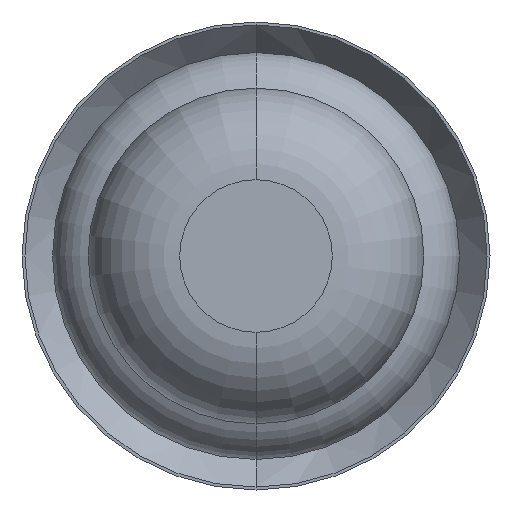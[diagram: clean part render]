
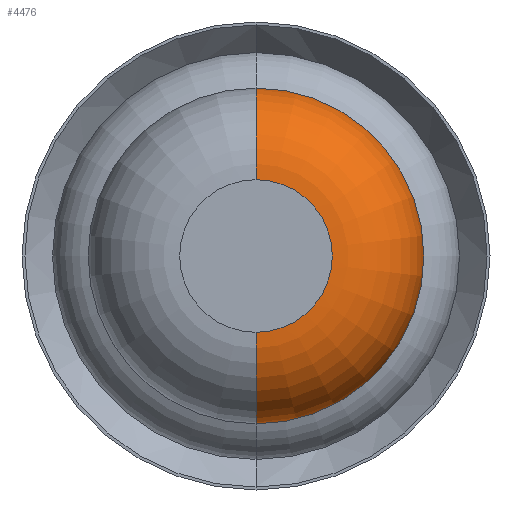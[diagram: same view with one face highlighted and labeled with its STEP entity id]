
A CAD part, front view. The second image highlights one B-rep face of the part: STEP entity #4476.
In plain terms, the highlighted toroidal (fillet/blend) face has major radius 0.375 mm and minor radius 0.45 mm.
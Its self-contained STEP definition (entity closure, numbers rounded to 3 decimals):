
#3 = CARTESIAN_POINT ( 'NONE',  ( 0., -24., 0. ) ) ;
#61 = CARTESIAN_POINT ( 'NONE',  ( 0., -24., -0.375 ) ) ;
#66 = DIRECTION ( 'NONE',  ( 0., 1., 0. ) ) ;
#674 = CIRCLE ( 'NONE', #3073, 0.825 ) ;
#825 = AXIS2_PLACEMENT_3D ( 'NONE', #4557, #6021, #5551 ) ;
#1018 = EDGE_CURVE ( 'NONE', #5562, #2085, #4132, .T. ) ;
#1396 = AXIS2_PLACEMENT_3D ( 'NONE', #3, #66, #2003 ) ;
#1492 = TOROIDAL_SURFACE ( 'NONE', #4619, 0.375, 0.45 ) ;
#2003 = DIRECTION ( 'NONE',  ( 0., 0., 1. ) ) ;
#2085 = VERTEX_POINT ( 'NONE', #4278 ) ;
#2476 = DIRECTION ( 'NONE',  ( 0., 1., 0. ) ) ;
#2655 = ORIENTED_EDGE ( 'NONE', *, *, #4851, .T. ) ;
#2725 = EDGE_LOOP ( 'NONE', ( #6150, #2655, #5763, #3671 ) ) ;
#2920 = CARTESIAN_POINT ( 'NONE',  ( 0., -23.55, 0. ) ) ;
#2992 = CARTESIAN_POINT ( 'NONE',  ( 0., -23.55, -0.825 ) ) ;
#3073 = AXIS2_PLACEMENT_3D ( 'NONE', #2920, #4405, #5893 ) ;
#3083 = CARTESIAN_POINT ( 'NONE',  ( 0., -24., 0.375 ) ) ;
#3417 = EDGE_CURVE ( 'Defeature ausgef�hrt1_2+Defeature ausgef�hrt1_1+Defeature ausgef�hrt1_1+Defeature ausgef�hrt1_1', #5562, #4453, #3600, .T. ) ;
#3462 = VERTEX_POINT ( 'NONE', #2992 ) ;
#3464 = EDGE_CURVE ( 'Defeature ausgef�hrt1_3+Defeature ausgef�hrt1_2+Defeature ausgef�hrt1_2+Defeature ausgef�hrt1_2', #2085, #3462, #674, .T. ) ;
#3600 = CIRCLE ( 'NONE', #1396, 0.375 ) ;
#3671 = ORIENTED_EDGE ( 'NONE', *, *, #1018, .F. ) ;
#3921 = CARTESIAN_POINT ( 'NONE',  ( 0., -23.55, 0. ) ) ;
#4052 = CARTESIAN_POINT ( 'NONE',  ( 0., -23.55, 0.375 ) ) ;
#4087 = CIRCLE ( 'NONE', #825, 0.45 ) ;
#4093 = FACE_OUTER_BOUND ( 'NONE', #2725, .T. ) ;
#4132 = CIRCLE ( 'NONE', #5445, 0.45 ) ;
#4278 = CARTESIAN_POINT ( 'NONE',  ( 0., -23.55, 0.825 ) ) ;
#4405 = DIRECTION ( 'NONE',  ( 0., 1., 0. ) ) ;
#4430 = DIRECTION ( 'NONE',  ( 0., 0., 1. ) ) ;
#4453 = VERTEX_POINT ( 'NONE', #61 ) ;
#4476 = ADVANCED_FACE ( 'Defeature ausgef�hrt1_2', ( #4093 ), #1492, .T. ) ;
#4557 = CARTESIAN_POINT ( 'NONE',  ( 0., -23.55, -0.375 ) ) ;
#4619 = AXIS2_PLACEMENT_3D ( 'NONE', #3921, #2476, #4430 ) ;
#4851 = EDGE_CURVE ( 'NONE', #4453, #3462, #4087, .T. ) ;
#5045 = DIRECTION ( 'NONE',  ( -1., 0., 0. ) ) ;
#5445 = AXIS2_PLACEMENT_3D ( 'NONE', #4052, #5045, #5532 ) ;
#5532 = DIRECTION ( 'NONE',  ( 0., 0., 1. ) ) ;
#5551 = DIRECTION ( 'NONE',  ( 0., 0., -1. ) ) ;
#5562 = VERTEX_POINT ( 'NONE', #3083 ) ;
#5763 = ORIENTED_EDGE ( 'NONE', *, *, #3464, .F. ) ;
#5893 = DIRECTION ( 'NONE',  ( 0., 0., 1. ) ) ;
#6021 = DIRECTION ( 'NONE',  ( 1., 0., 0. ) ) ;
#6150 = ORIENTED_EDGE ( 'NONE', *, *, #3417, .T. ) ;
